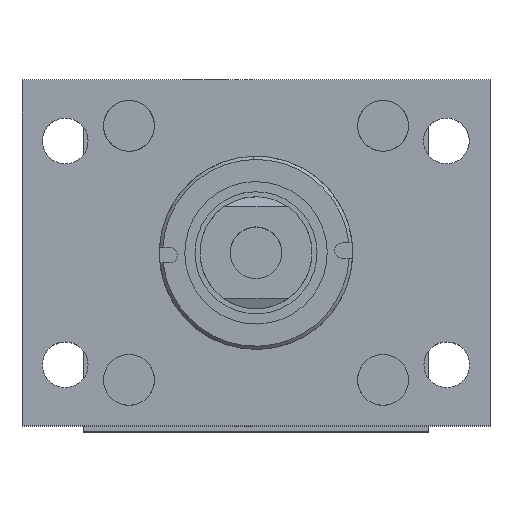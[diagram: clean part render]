
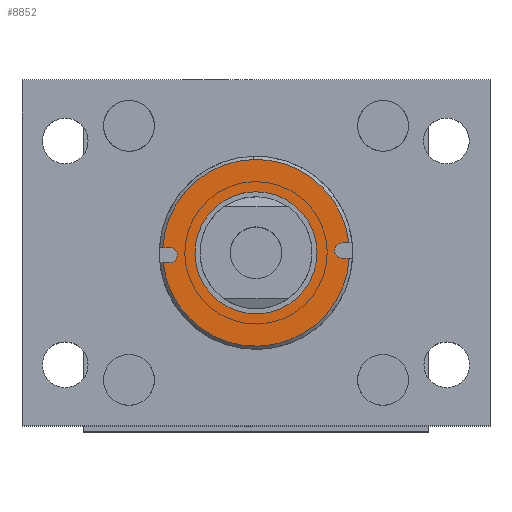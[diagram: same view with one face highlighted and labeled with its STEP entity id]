
A CAD part, top view. The second image highlights one B-rep face of the part: STEP entity #8852.
In plain terms, the highlighted face is planar.
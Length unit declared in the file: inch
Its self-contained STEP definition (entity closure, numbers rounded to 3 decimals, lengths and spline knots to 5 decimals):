
#6 = VERTEX_POINT ( 'NONE', #2887 ) ;
#72 = ORIENTED_EDGE ( 'NONE', *, *, #5062, .T. ) ;
#101 = CARTESIAN_POINT ( 'NONE',  ( 9.17484, 15.23865, -0.094 ) ) ;
#112 = VERTEX_POINT ( 'NONE', #9076 ) ;
#115 = CARTESIAN_POINT ( 'NONE',  ( 9.17484, 17.52594, 0.094 ) ) ;
#377 = DIRECTION ( 'NONE',  ( -1., 0., 0. ) ) ;
#460 = DIRECTION ( 'NONE',  ( -1., 0., 0. ) ) ;
#466 = DIRECTION ( 'NONE',  ( 0., 1., 0. ) ) ;
#524 = CARTESIAN_POINT ( 'NONE',  ( 9.17484, 16.3823, 0. ) ) ;
#612 = EDGE_CURVE ( 'NONE', #6118, #1115, #3050, .T. ) ;
#648 = ORIENTED_EDGE ( 'NONE', *, *, #612, .T. ) ;
#723 = CARTESIAN_POINT ( 'NONE',  ( 9.17484, 15.3203, 0. ) ) ;
#733 = CARTESIAN_POINT ( 'NONE',  ( 9.17484, 17.52594, -0.094 ) ) ;
#800 = AXIS2_PLACEMENT_3D ( 'NONE', #524, #460, #7935 ) ;
#1115 = VERTEX_POINT ( 'NONE', #7222 ) ;
#1170 = AXIS2_PLACEMENT_3D ( 'NONE', #2824, #9555, #5084 ) ;
#1605 = ORIENTED_EDGE ( 'NONE', *, *, #1727, .T. ) ;
#1627 = LINE ( 'NONE', #7674, #8428 ) ;
#1644 = CARTESIAN_POINT ( 'NONE',  ( 9.17484, 17.4443, 0. ) ) ;
#1694 = EDGE_LOOP ( 'NONE', ( #72, #5422, #7554, #1605, #2563, #5976, #2961, #648, #4737 ) ) ;
#1727 = EDGE_CURVE ( 'NONE', #7356, #8691, #2813, .T. ) ;
#1833 = DIRECTION ( 'NONE',  ( 0., -1., 0. ) ) ;
#1999 = VERTEX_POINT ( 'NONE', #3612 ) ;
#2089 = DIRECTION ( 'NONE',  ( 0., 0., 1. ) ) ;
#2160 = VERTEX_POINT ( 'NONE', #733 ) ;
#2184 = VERTEX_POINT ( 'NONE', #115 ) ;
#2523 = CIRCLE ( 'NONE', #1170, 1.1475 ) ;
#2563 = ORIENTED_EDGE ( 'NONE', *, *, #2981, .F. ) ;
#2564 = LINE ( 'NONE', #7913, #7244 ) ;
#2578 = PLANE ( 'NONE',  #6739 ) ;
#2640 = EDGE_CURVE ( 'NONE', #2184, #6118, #1627, .T. ) ;
#2673 = AXIS2_PLACEMENT_3D ( 'NONE', #4868, #377, #5563 ) ;
#2813 = CIRCLE ( 'NONE', #7208, 0.094 ) ;
#2824 = CARTESIAN_POINT ( 'NONE',  ( 9.17484, 16.3823, 0. ) ) ;
#2841 = EDGE_CURVE ( 'NONE', #7928, #6, #5941, .T. ) ;
#2887 = CARTESIAN_POINT ( 'NONE',  ( 9.17484, 16.3823, 0.75 ) ) ;
#2908 = EDGE_CURVE ( 'NONE', #2160, #1115, #4528, .T. ) ;
#2933 = DIRECTION ( 'NONE',  ( -1., 0., 0. ) ) ;
#2961 = ORIENTED_EDGE ( 'NONE', *, *, #2640, .T. ) ;
#2973 = EDGE_CURVE ( 'NONE', #6, #7928, #3362, .T. ) ;
#2981 = EDGE_CURVE ( 'NONE', #1999, #8691, #2564, .T. ) ;
#3050 = CIRCLE ( 'NONE', #7953, 0.094 ) ;
#3131 = DIRECTION ( 'NONE',  ( 1., 0., 0. ) ) ;
#3362 = CIRCLE ( 'NONE', #5340, 0.75 ) ;
#3612 = CARTESIAN_POINT ( 'NONE',  ( 9.17484, 15.23865, 0.094 ) ) ;
#3637 = CARTESIAN_POINT ( 'NONE',  ( 9.17484, 17.4443, 0.094 ) ) ;
#3764 = DIRECTION ( 'NONE',  ( 0., 0., -1. ) ) ;
#4034 = CARTESIAN_POINT ( 'NONE',  ( 9.17484, 17.5298, -0.094 ) ) ;
#4159 = DIRECTION ( 'NONE',  ( 0., 1., 0. ) ) ;
#4182 = VECTOR ( 'NONE', #1833, 39.37008 ) ;
#4528 = LINE ( 'NONE', #4034, #4182 ) ;
#4737 = ORIENTED_EDGE ( 'NONE', *, *, #2908, .F. ) ;
#4868 = CARTESIAN_POINT ( 'NONE',  ( 9.17484, 16.3823, 0. ) ) ;
#4889 = DIRECTION ( 'NONE',  ( 1., 0., 0. ) ) ;
#4921 = DIRECTION ( 'NONE',  ( 0., 0., -1. ) ) ;
#4987 = AXIS2_PLACEMENT_3D ( 'NONE', #5834, #2933, #2089 ) ;
#4994 = DIRECTION ( 'NONE',  ( -1., 0., 0. ) ) ;
#5018 = CARTESIAN_POINT ( 'NONE',  ( 9.17484, 16.3823, 0. ) ) ;
#5031 = VECTOR ( 'NONE', #4159, 39.37008 ) ;
#5062 = EDGE_CURVE ( 'NONE', #2160, #112, #2523, .T. ) ;
#5084 = DIRECTION ( 'NONE',  ( 0., 0., 1. ) ) ;
#5098 = CARTESIAN_POINT ( 'NONE',  ( 9.17484, 16.3823, -0.75 ) ) ;
#5259 = FACE_BOUND ( 'NONE', #5538, .T. ) ;
#5340 = AXIS2_PLACEMENT_3D ( 'NONE', #5018, #4994, #9409 ) ;
#5422 = ORIENTED_EDGE ( 'NONE', *, *, #7937, .T. ) ;
#5538 = EDGE_LOOP ( 'NONE', ( #8930, #8934 ) ) ;
#5563 = DIRECTION ( 'NONE',  ( 0., 0., 1. ) ) ;
#5715 = FACE_OUTER_BOUND ( 'NONE', #1694, .T. ) ;
#5834 = CARTESIAN_POINT ( 'NONE',  ( 9.17484, 16.3823, 0. ) ) ;
#5899 = DIRECTION ( 'NONE',  ( 1., 0., 0. ) ) ;
#5941 = CIRCLE ( 'NONE', #2673, 0.75 ) ;
#5976 = ORIENTED_EDGE ( 'NONE', *, *, #7306, .T. ) ;
#6118 = VERTEX_POINT ( 'NONE', #3637 ) ;
#6637 = CARTESIAN_POINT ( 'NONE',  ( 9.17484, 15.3203, -0.094 ) ) ;
#6739 = AXIS2_PLACEMENT_3D ( 'NONE', #7189, #4889, #4921 ) ;
#6952 = VERTEX_POINT ( 'NONE', #101 ) ;
#7189 = CARTESIAN_POINT ( 'NONE',  ( 9.17484, 17.5298, 0. ) ) ;
#7208 = AXIS2_PLACEMENT_3D ( 'NONE', #723, #5899, #3764 ) ;
#7222 = CARTESIAN_POINT ( 'NONE',  ( 9.17484, 17.4443, -0.094 ) ) ;
#7244 = VECTOR ( 'NONE', #466, 39.37008 ) ;
#7306 = EDGE_CURVE ( 'NONE', #1999, #2184, #8596, .T. ) ;
#7356 = VERTEX_POINT ( 'NONE', #6637 ) ;
#7554 = ORIENTED_EDGE ( 'NONE', *, *, #8950, .T. ) ;
#7607 = DIRECTION ( 'NONE',  ( 0., -1., 0. ) ) ;
#7674 = CARTESIAN_POINT ( 'NONE',  ( 9.17484, 17.5298, 0.094 ) ) ;
#7913 = CARTESIAN_POINT ( 'NONE',  ( 9.17484, 17.5298, 0.094 ) ) ;
#7928 = VERTEX_POINT ( 'NONE', #5098 ) ;
#7935 = DIRECTION ( 'NONE',  ( 0., 0., 1. ) ) ;
#7937 = EDGE_CURVE ( 'NONE', #112, #6952, #9383, .T. ) ;
#7953 = AXIS2_PLACEMENT_3D ( 'NONE', #1644, #3131, #8397 ) ;
#8397 = DIRECTION ( 'NONE',  ( 0., 0., -1. ) ) ;
#8428 = VECTOR ( 'NONE', #7607, 39.37008 ) ;
#8596 = CIRCLE ( 'NONE', #800, 1.1475 ) ;
#8691 = VERTEX_POINT ( 'NONE', #9019 ) ;
#8852 = ADVANCED_FACE ( 'NONE', ( #5259, #5715 ), #2578, .F. ) ;
#8930 = ORIENTED_EDGE ( 'NONE', *, *, #2973, .F. ) ;
#8934 = ORIENTED_EDGE ( 'NONE', *, *, #2841, .F. ) ;
#8950 = EDGE_CURVE ( 'NONE', #6952, #7356, #9254, .T. ) ;
#9019 = CARTESIAN_POINT ( 'NONE',  ( 9.17484, 15.3203, 0.094 ) ) ;
#9076 = CARTESIAN_POINT ( 'NONE',  ( 9.17484, 16.3823, -1.1475 ) ) ;
#9254 = LINE ( 'NONE', #9371, #5031 ) ;
#9371 = CARTESIAN_POINT ( 'NONE',  ( 9.17484, 17.5298, -0.094 ) ) ;
#9383 = CIRCLE ( 'NONE', #4987, 1.1475 ) ;
#9409 = DIRECTION ( 'NONE',  ( 0., 0., 1. ) ) ;
#9555 = DIRECTION ( 'NONE',  ( -1., 0., 0. ) ) ;
